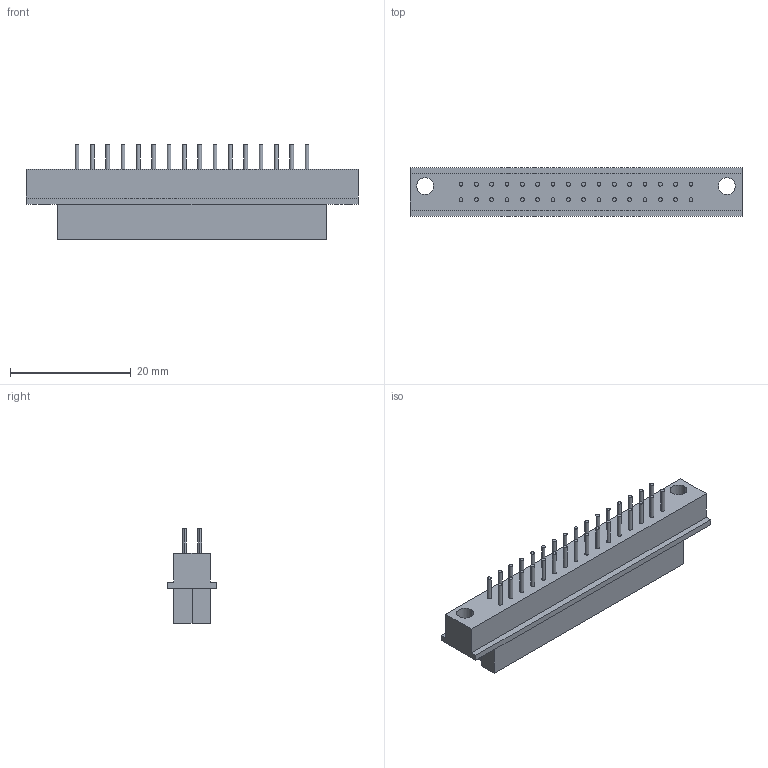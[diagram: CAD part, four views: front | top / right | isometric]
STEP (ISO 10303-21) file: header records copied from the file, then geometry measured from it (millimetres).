
FILE_DESCRIPTION(('STEP AP214'),'1');
FILE_NAME('86092326314755e1lf.stp','2020-03-26T14:02:07',('TraceParts'),('TraceParts S.A.'),'Spatial InterOp 3D',' ',' ');
FILE_SCHEMA(('AUTOMOTIVE_DESIGN { 1 0 10303 214 1 1 1 1 }'));
Length unit declared in the file: millimetre
Products named in the file (1): 86092326314755e1lf
Bounding box: 55 x 8.1 x 15.6 mm (x, y, z)
Volume: 3452.2 mm3; surface area: 2635.4 mm2
Topology: 1 solids, 1 shells, 407 faces, 892 edges, 552 vertices
Faces by surface type: plane 339, cylinder 68
Entity records: 10901 total; most frequent: CARTESIAN_POINT 1852, DIRECTION 1844, ORIENTED_EDGE 1784, EDGE_CURVE 892, LINE 756, VECTOR 756, VERTEX_POINT 552, AXIS2_PLACEMENT_3D 544
